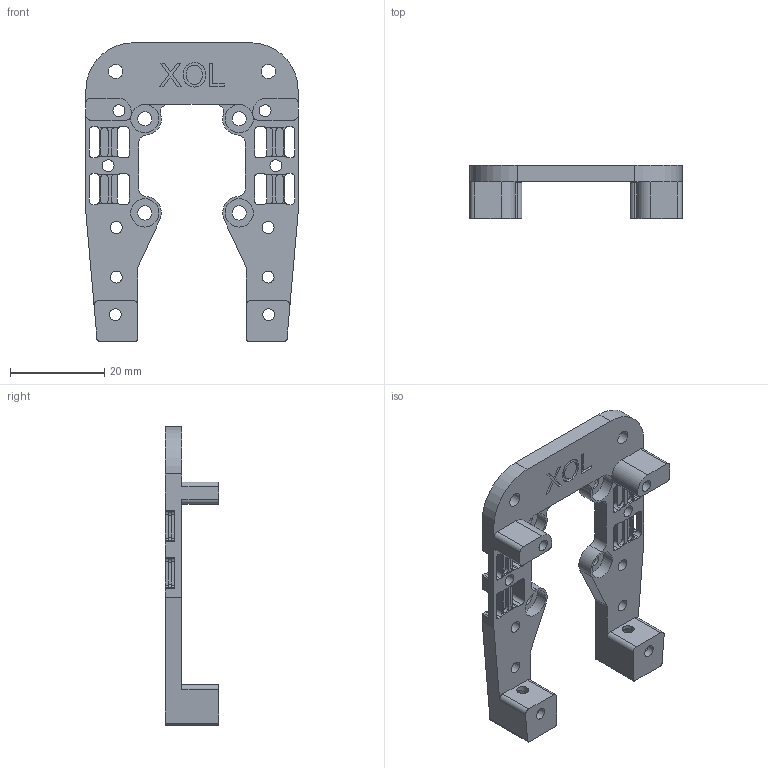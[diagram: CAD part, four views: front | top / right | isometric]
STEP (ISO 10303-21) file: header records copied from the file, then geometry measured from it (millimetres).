
FILE_DESCRIPTION(/* description */ (''),/* implementation_level */ '2;1');
FILE_NAME(/* name */ 'Lightweight X Carriage XOL v19.step',/* time_stamp */ '2024-02-14T08:47:29+02:00',/* author */ (''),/* organization */ (''),/* preprocessor_version */ 'ST-DEVELOPER v20',/* originating_system */ 'Autodesk Translation Framework v12.20.1.177',/* authorisation */ '');
FILE_SCHEMA (('AUTOMOTIVE_DESIGN { 1 0 10303 214 3 1 1 }'));
Length unit declared in the file: millimetre
Products named in the file (1): Lightweight X Carriage XOL
Bounding box: 45 x 11.3 x 63.3 mm (x, y, z)
Volume: 6372 mm3; surface area: 6530 mm2
Topology: 1 solids, 1 shells, 355 faces, 1069 edges, 710 vertices
Faces by surface type: plane 187, cylinder 142, bspline 26
Full cylindrical faces by diameter (mm): 2.529 x14, 3 x6, 4.5 x2, 6 x4
Entity records: 12932 total; most frequent: CARTESIAN_POINT 3033, ORIENTED_EDGE 2138, DIRECTION 2021, EDGE_CURVE 1069, VERTEX_POINT 710, AXIS2_PLACEMENT_3D 682, LINE 657, VECTOR 657
